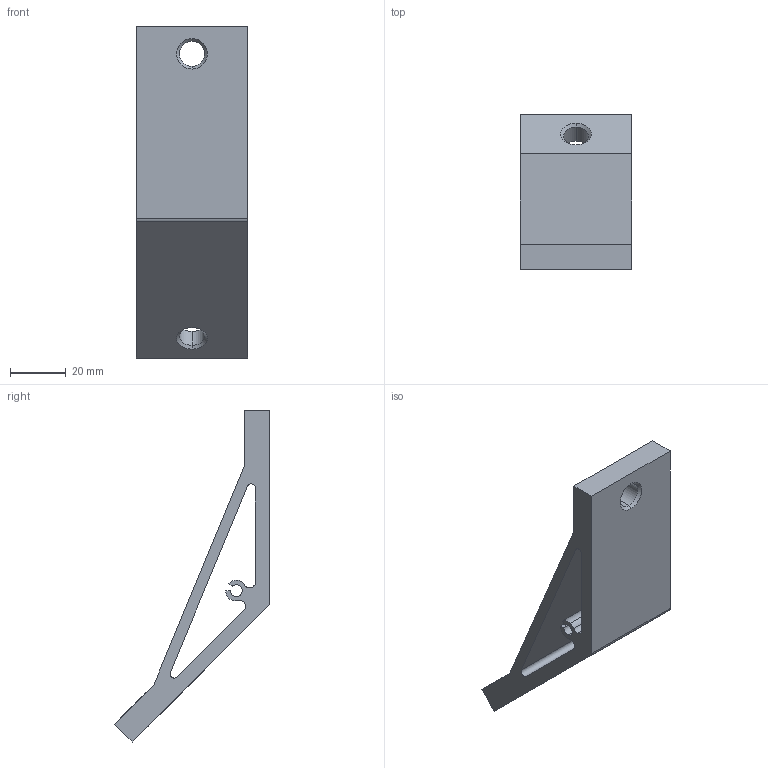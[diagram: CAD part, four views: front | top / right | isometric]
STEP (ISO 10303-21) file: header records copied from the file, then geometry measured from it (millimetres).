
FILE_DESCRIPTION (( 'STEP AP214' ), '1' );
FILE_NAME ('A345 Óãëîâîé ñîåäèíèòåëü 135° 70õ70õ40, ïàç 10.STEP', '2021-05-27T11:15:19', ( 'Windows User' ), ( '' ), 'SwSTEP 2.0', 'SolidWorks 2021', '' );
FILE_SCHEMA (( 'AUTOMOTIVE_DESIGN' ));
Length unit declared in the file: millimetre
Products named in the file (1): A345 Óãëîâîé ñîåäèíèòåëü 135° 70õ70õ40, ïàç 10
Bounding box: 40 x 55.86 x 119.5 mm (x, y, z)
Volume: 49016.5 mm3; surface area: 21544.6 mm2
Topology: 1 solids, 1 shells, 40 faces, 106 edges, 68 vertices
Faces by surface type: cylinder 18, plane 14, cone 8
Entity records: 1329 total; most frequent: DIRECTION 232, CARTESIAN_POINT 215, ORIENTED_EDGE 212, EDGE_CURVE 106, AXIS2_PLACEMENT_3D 85, VERTEX_POINT 68, LINE 62, VECTOR 62
